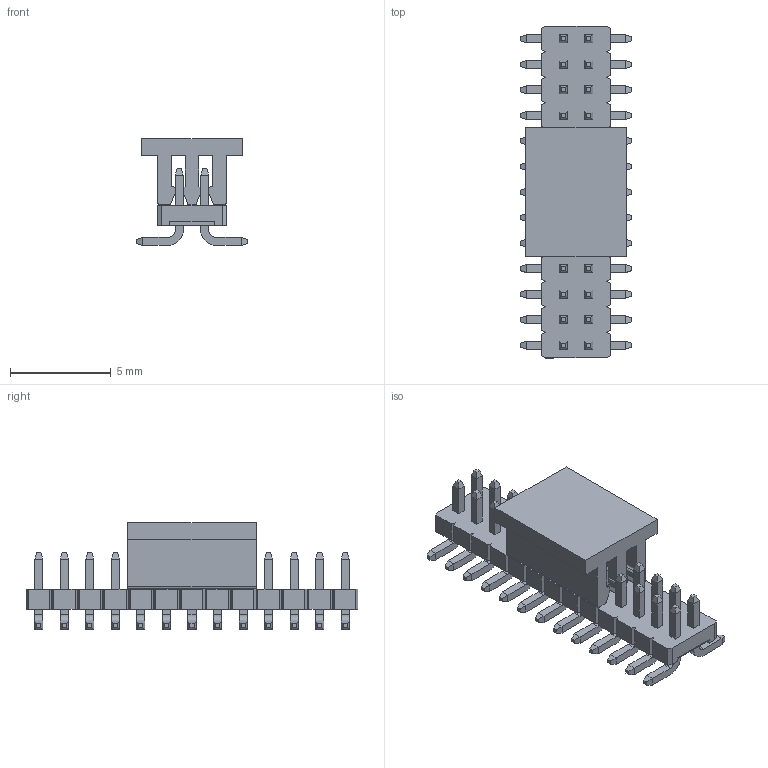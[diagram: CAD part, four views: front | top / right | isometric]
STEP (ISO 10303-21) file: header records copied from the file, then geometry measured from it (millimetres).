
FILE_DESCRIPTION(/* description */ ('Unknown'),/* implementation_level */ '2;1');
FILE_NAME(/* name */ 'J_Wurth_WR-PHD_623326235521',/* time_stamp */ '2025-04-29T16:47:54+08:00',/* author */ ('Unknown'),/* organization */ ('Unknown'),/* preprocessor_version */ 'ST-DEVELOPER v19.4',/* originating_system */ 'Solid Edge',/* authorisation */ 'Unknown');
FILE_SCHEMA (('AUTOMOTIVE_DESIGN {1 0 10303 214 3 1 1}'));
Length unit declared in the file: millimetre
Products named in the file (2): J_Wurth_WR-PHD_623326235521
Assembly tree (1 placements, depth 2):
  J_Wurth_WR-PHD_623326235521
    J_Wurth_WR-PHD_623326235521
Bounding box: 5.5 x 16.51 x 5.31 mm (x, y, z)
Volume: 131.7 mm3; surface area: 527.9 mm2
Topology: 1 solids, 1 shells, 806 faces, 2046 edges, 1268 vertices
Faces by surface type: plane 738, cylinder 68
Entity records: 29264 total; most frequent: CARTESIAN_POINT 4122, ORIENTED_EDGE 4092, DIRECTION 3798, EDGE_CURVE 2046, LINE 1910, VECTOR 1910, VERTEX_POINT 1268, AXIS2_PLACEMENT_3D 944
